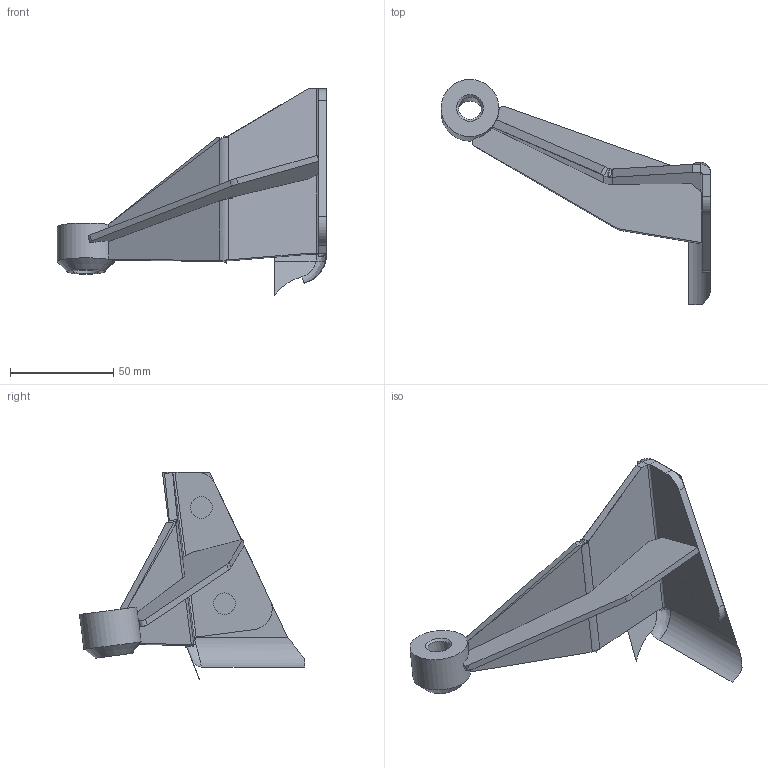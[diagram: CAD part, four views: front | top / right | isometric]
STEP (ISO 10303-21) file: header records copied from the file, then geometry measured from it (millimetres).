
FILE_DESCRIPTION(/* description */ (''),/* implementation_level */ '2;1');
FILE_NAME(/* name */ 'LEVA_STERZO_SX__ASM_4_MIR_ASM.stp',/* time_stamp */ '2016-06-02T11:41:33+02:00',/* author */ (''),/* organization */ (''),/* preprocessor_version */ 'ST-DEVELOPER v16.5',/* originating_system */ 'Autodesk Translation Framework v5.0.0.3310',/* authorisation */ '');
FILE_SCHEMA (('AUTOMOTIVE_DESIGN { 1 0 10303 214 3 1 1 }'));
Length unit declared in the file: centimetre
Products named in the file (4): LEVA_STERZO_SX__ASM_4_MIR_ASM; STAFFA_LEVA_STERZO_SX__4_MIR; RINF_LEVA_STERZO__4_MIR; BOCC_LEVA_STERZO__1_MIR
Assembly tree (3 placements, depth 2):
  LEVA_STERZO_SX__ASM_4_MIR_ASM
    STAFFA_LEVA_STERZO_SX__4_MIR
    RINF_LEVA_STERZO__4_MIR
    BOCC_LEVA_STERZO__1_MIR
Bounding box: 130.9 x 109.28 x 100.5 mm (x, y, z)
Volume: 116861.4 mm3; surface area: 77569.1 mm2
Topology: 5 solids, 12 shells, 183 faces, 447 edges, 275 vertices
Faces by surface type: plane 113, cylinder 39, bspline 24, cone 6, torus 1
Full cylindrical faces by diameter (mm): 10.5 x2, 28 x4
Entity records: 6166 total; most frequent: CARTESIAN_POINT 1979, ORIENTED_EDGE 849, DIRECTION 800, EDGE_CURVE 431, LINE 304, VECTOR 304, VERTEX_POINT 271, AXIS2_PLACEMENT_3D 248
